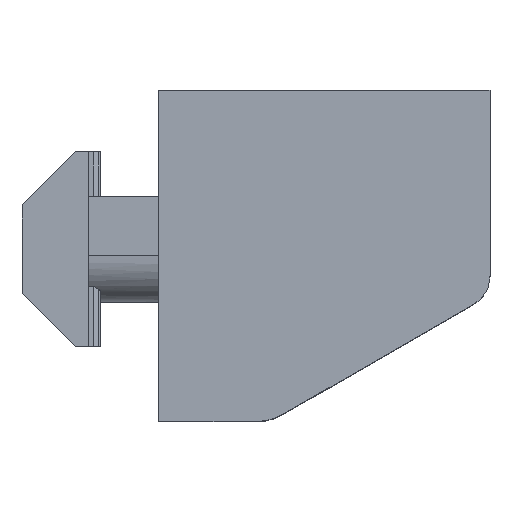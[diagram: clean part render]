
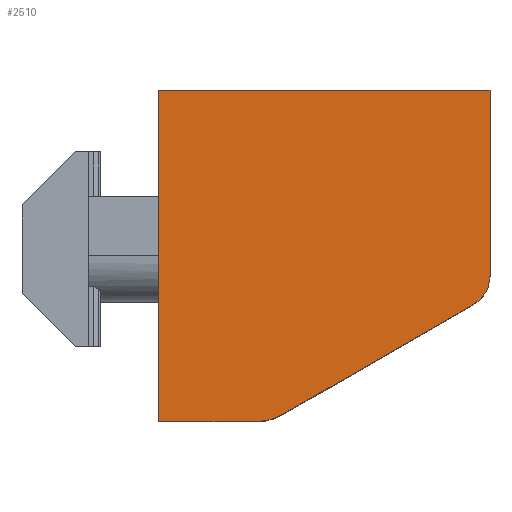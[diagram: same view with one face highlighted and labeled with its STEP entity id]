
A CAD part, top view. The second image highlights one B-rep face of the part: STEP entity #2510.
In plain terms, the highlighted planar face has unit normal (0, 0, 1).
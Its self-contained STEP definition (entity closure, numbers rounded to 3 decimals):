
#760 = PLANE('',#761);
#761 = AXIS2_PLACEMENT_3D('',#762,#763,#764);
#762 = CARTESIAN_POINT('',(0.,-25.,19.));
#763 = DIRECTION('',(0.,1.,0.));
#764 = DIRECTION('',(1.,0.,0.));
#815 = PLANE('',#816);
#816 = AXIS2_PLACEMENT_3D('',#817,#818,#819);
#817 = CARTESIAN_POINT('',(9.376,-24.464,19.));
#818 = DIRECTION('',(-0.5,0.866,0.));
#819 = DIRECTION('',(0.,0.,1.));
#1413 = PLANE('',#1414);
#1414 = AXIS2_PLACEMENT_3D('',#1415,#1416,#1417);
#1415 = CARTESIAN_POINT('',(0.,0.,19.));
#1416 = DIRECTION('',(1.,0.,-0.));
#1417 = DIRECTION('',(0.,1.,0.));
#1433 = VERTEX_POINT('',#1434);
#1434 = CARTESIAN_POINT('',(0.,-25.,19.));
#1455 = EDGE_CURVE('',#1456,#1433,#1458,.T.);
#1456 = VERTEX_POINT('',#1457);
#1457 = CARTESIAN_POINT('',(0.,0.,19.));
#1458 = SURFACE_CURVE('',#1459,(#1463,#1470),.PCURVE_S1.);
#1459 = LINE('',#1460,#1461);
#1460 = CARTESIAN_POINT('',(0.,0.,19.));
#1461 = VECTOR('',#1462,1.);
#1462 = DIRECTION('',(0.,-1.,0.));
#1463 = PCURVE('',#1413,#1464);
#1464 = DEFINITIONAL_REPRESENTATION('',(#1465),#1469);
#1465 = LINE('',#1466,#1467);
#1466 = CARTESIAN_POINT('',(0.,0.));
#1467 = VECTOR('',#1468,1.);
#1468 = DIRECTION('',(-1.,0.));
#1469 = ( GEOMETRIC_REPRESENTATION_CONTEXT(2) 
PARAMETRIC_REPRESENTATION_CONTEXT() REPRESENTATION_CONTEXT('2D SPACE',''
  ) );
#1470 = PCURVE('',#1471,#1476);
#1471 = PLANE('',#1472);
#1472 = AXIS2_PLACEMENT_3D('',#1473,#1474,#1475);
#1473 = CARTESIAN_POINT('',(7.376,-21.,19.));
#1474 = DIRECTION('',(0.,0.,1.));
#1475 = DIRECTION('',(1.,0.,-0.));
#1476 = DEFINITIONAL_REPRESENTATION('',(#1477),#1481);
#1477 = LINE('',#1478,#1479);
#1478 = CARTESIAN_POINT('',(-7.376,21.));
#1479 = VECTOR('',#1480,1.);
#1480 = DIRECTION('',(0.,-1.));
#1481 = ( GEOMETRIC_REPRESENTATION_CONTEXT(2) 
PARAMETRIC_REPRESENTATION_CONTEXT() REPRESENTATION_CONTEXT('2D SPACE',''
  ) );
#1497 = PLANE('',#1498);
#1498 = AXIS2_PLACEMENT_3D('',#1499,#1500,#1501);
#1499 = CARTESIAN_POINT('',(0.,0.,19.));
#1500 = DIRECTION('',(0.,-1.,0.));
#1501 = DIRECTION('',(0.,0.,-1.));
#1688 = VERTEX_POINT('',#1689);
#1689 = CARTESIAN_POINT('',(7.376,-25.,19.));
#1703 = CYLINDRICAL_SURFACE('',#1704,4.);
#1704 = AXIS2_PLACEMENT_3D('',#1705,#1706,#1707);
#1705 = CARTESIAN_POINT('',(7.376,-21.,19.));
#1706 = DIRECTION('',(0.,0.,1.));
#1707 = DIRECTION('',(-1.,0.,0.));
#1715 = EDGE_CURVE('',#1433,#1688,#1716,.T.);
#1716 = SURFACE_CURVE('',#1717,(#1721,#1728),.PCURVE_S1.);
#1717 = LINE('',#1718,#1719);
#1718 = CARTESIAN_POINT('',(0.,-25.,19.));
#1719 = VECTOR('',#1720,1.);
#1720 = DIRECTION('',(1.,0.,0.));
#1721 = PCURVE('',#760,#1722);
#1722 = DEFINITIONAL_REPRESENTATION('',(#1723),#1727);
#1723 = LINE('',#1724,#1725);
#1724 = CARTESIAN_POINT('',(0.,0.));
#1725 = VECTOR('',#1726,1.);
#1726 = DIRECTION('',(1.,0.));
#1727 = ( GEOMETRIC_REPRESENTATION_CONTEXT(2) 
PARAMETRIC_REPRESENTATION_CONTEXT() REPRESENTATION_CONTEXT('2D SPACE',''
  ) );
#1728 = PCURVE('',#1471,#1729);
#1729 = DEFINITIONAL_REPRESENTATION('',(#1730),#1734);
#1730 = LINE('',#1731,#1732);
#1731 = CARTESIAN_POINT('',(-7.376,-4.));
#1732 = VECTOR('',#1733,1.);
#1733 = DIRECTION('',(1.,0.));
#1734 = ( GEOMETRIC_REPRESENTATION_CONTEXT(2) 
PARAMETRIC_REPRESENTATION_CONTEXT() REPRESENTATION_CONTEXT('2D SPACE',''
  ) );
#1860 = VERTEX_POINT('',#1861);
#1861 = CARTESIAN_POINT('',(9.376,-24.464,19.));
#1882 = EDGE_CURVE('',#1688,#1860,#1883,.T.);
#1883 = SURFACE_CURVE('',#1884,(#1889,#1896),.PCURVE_S1.);
#1884 = CIRCLE('',#1885,4.);
#1885 = AXIS2_PLACEMENT_3D('',#1886,#1887,#1888);
#1886 = CARTESIAN_POINT('',(7.376,-21.,19.));
#1887 = DIRECTION('',(0.,0.,1.));
#1888 = DIRECTION('',(1.,0.,-0.));
#1889 = PCURVE('',#1703,#1890);
#1890 = DEFINITIONAL_REPRESENTATION('',(#1891),#1895);
#1891 = LINE('',#1892,#1893);
#1892 = CARTESIAN_POINT('',(-3.142,0.));
#1893 = VECTOR('',#1894,1.);
#1894 = DIRECTION('',(1.,0.));
#1895 = ( GEOMETRIC_REPRESENTATION_CONTEXT(2) 
PARAMETRIC_REPRESENTATION_CONTEXT() REPRESENTATION_CONTEXT('2D SPACE',''
  ) );
#1896 = PCURVE('',#1471,#1897);
#1897 = DEFINITIONAL_REPRESENTATION('',(#1898),#1902);
#1898 = CIRCLE('',#1899,4.);
#1899 = AXIS2_PLACEMENT_2D('',#1900,#1901);
#1900 = CARTESIAN_POINT('',(0.,0.));
#1901 = DIRECTION('',(1.,0.));
#1902 = ( GEOMETRIC_REPRESENTATION_CONTEXT(2) 
PARAMETRIC_REPRESENTATION_CONTEXT() REPRESENTATION_CONTEXT('2D SPACE',''
  ) );
#2007 = VERTEX_POINT('',#2008);
#2008 = CARTESIAN_POINT('',(23.75,-16.165,19.));
#2022 = CYLINDRICAL_SURFACE('',#2023,2.5);
#2023 = AXIS2_PLACEMENT_3D('',#2024,#2025,#2026);
#2024 = CARTESIAN_POINT('',(22.5,-14.,19.));
#2025 = DIRECTION('',(0.,0.,1.));
#2026 = DIRECTION('',(-1.,0.,0.));
#2034 = EDGE_CURVE('',#1860,#2007,#2035,.T.);
#2035 = SURFACE_CURVE('',#2036,(#2040,#2047),.PCURVE_S1.);
#2036 = LINE('',#2037,#2038);
#2037 = CARTESIAN_POINT('',(9.376,-24.464,19.));
#2038 = VECTOR('',#2039,1.);
#2039 = DIRECTION('',(0.866,0.5,0.));
#2040 = PCURVE('',#815,#2041);
#2041 = DEFINITIONAL_REPRESENTATION('',(#2042),#2046);
#2042 = LINE('',#2043,#2044);
#2043 = CARTESIAN_POINT('',(0.,0.));
#2044 = VECTOR('',#2045,1.);
#2045 = DIRECTION('',(0.,1.));
#2046 = ( GEOMETRIC_REPRESENTATION_CONTEXT(2) 
PARAMETRIC_REPRESENTATION_CONTEXT() REPRESENTATION_CONTEXT('2D SPACE',''
  ) );
#2047 = PCURVE('',#1471,#2048);
#2048 = DEFINITIONAL_REPRESENTATION('',(#2049),#2053);
#2049 = LINE('',#2050,#2051);
#2050 = CARTESIAN_POINT('',(2.,-3.464));
#2051 = VECTOR('',#2052,1.);
#2052 = DIRECTION('',(0.866,0.5));
#2053 = ( GEOMETRIC_REPRESENTATION_CONTEXT(2) 
PARAMETRIC_REPRESENTATION_CONTEXT() REPRESENTATION_CONTEXT('2D SPACE',''
  ) );
#2105 = VERTEX_POINT('',#2106);
#2106 = CARTESIAN_POINT('',(25.,-14.,19.));
#2120 = PLANE('',#2121);
#2121 = AXIS2_PLACEMENT_3D('',#2122,#2123,#2124);
#2122 = CARTESIAN_POINT('',(25.,0.,19.));
#2123 = DIRECTION('',(-1.,0.,0.));
#2124 = DIRECTION('',(0.,0.,1.));
#2132 = EDGE_CURVE('',#2007,#2105,#2133,.T.);
#2133 = SURFACE_CURVE('',#2134,(#2139,#2146),.PCURVE_S1.);
#2134 = CIRCLE('',#2135,2.5);
#2135 = AXIS2_PLACEMENT_3D('',#2136,#2137,#2138);
#2136 = CARTESIAN_POINT('',(22.5,-14.,19.));
#2137 = DIRECTION('',(0.,0.,1.));
#2138 = DIRECTION('',(1.,0.,-0.));
#2139 = PCURVE('',#2022,#2140);
#2140 = DEFINITIONAL_REPRESENTATION('',(#2141),#2145);
#2141 = LINE('',#2142,#2143);
#2142 = CARTESIAN_POINT('',(-3.142,0.));
#2143 = VECTOR('',#2144,1.);
#2144 = DIRECTION('',(1.,0.));
#2145 = ( GEOMETRIC_REPRESENTATION_CONTEXT(2) 
PARAMETRIC_REPRESENTATION_CONTEXT() REPRESENTATION_CONTEXT('2D SPACE',''
  ) );
#2146 = PCURVE('',#1471,#2147);
#2147 = DEFINITIONAL_REPRESENTATION('',(#2148),#2152);
#2148 = CIRCLE('',#2149,2.5);
#2149 = AXIS2_PLACEMENT_2D('',#2150,#2151);
#2150 = CARTESIAN_POINT('',(15.124,7.));
#2151 = DIRECTION('',(1.,0.));
#2152 = ( GEOMETRIC_REPRESENTATION_CONTEXT(2) 
PARAMETRIC_REPRESENTATION_CONTEXT() REPRESENTATION_CONTEXT('2D SPACE',''
  ) );
#2182 = VERTEX_POINT('',#2183);
#2183 = CARTESIAN_POINT('',(25.,0.,19.));
#2204 = EDGE_CURVE('',#2105,#2182,#2205,.T.);
#2205 = SURFACE_CURVE('',#2206,(#2210,#2217),.PCURVE_S1.);
#2206 = LINE('',#2207,#2208);
#2207 = CARTESIAN_POINT('',(25.,0.,19.));
#2208 = VECTOR('',#2209,1.);
#2209 = DIRECTION('',(-0.,1.,-0.));
#2210 = PCURVE('',#2120,#2211);
#2211 = DEFINITIONAL_REPRESENTATION('',(#2212),#2216);
#2212 = LINE('',#2213,#2214);
#2213 = CARTESIAN_POINT('',(0.,0.));
#2214 = VECTOR('',#2215,1.);
#2215 = DIRECTION('',(0.,1.));
#2216 = ( GEOMETRIC_REPRESENTATION_CONTEXT(2) 
PARAMETRIC_REPRESENTATION_CONTEXT() REPRESENTATION_CONTEXT('2D SPACE',''
  ) );
#2217 = PCURVE('',#1471,#2218);
#2218 = DEFINITIONAL_REPRESENTATION('',(#2219),#2223);
#2219 = LINE('',#2220,#2221);
#2220 = CARTESIAN_POINT('',(17.624,21.));
#2221 = VECTOR('',#2222,1.);
#2222 = DIRECTION('',(0.,1.));
#2223 = ( GEOMETRIC_REPRESENTATION_CONTEXT(2) 
PARAMETRIC_REPRESENTATION_CONTEXT() REPRESENTATION_CONTEXT('2D SPACE',''
  ) );
#2365 = EDGE_CURVE('',#2182,#1456,#2366,.T.);
#2366 = SURFACE_CURVE('',#2367,(#2371,#2378),.PCURVE_S1.);
#2367 = LINE('',#2368,#2369);
#2368 = CARTESIAN_POINT('',(0.,0.,19.));
#2369 = VECTOR('',#2370,1.);
#2370 = DIRECTION('',(-1.,-0.,-0.));
#2371 = PCURVE('',#1497,#2372);
#2372 = DEFINITIONAL_REPRESENTATION('',(#2373),#2377);
#2373 = LINE('',#2374,#2375);
#2374 = CARTESIAN_POINT('',(0.,0.));
#2375 = VECTOR('',#2376,1.);
#2376 = DIRECTION('',(0.,-1.));
#2377 = ( GEOMETRIC_REPRESENTATION_CONTEXT(2) 
PARAMETRIC_REPRESENTATION_CONTEXT() REPRESENTATION_CONTEXT('2D SPACE',''
  ) );
#2378 = PCURVE('',#1471,#2379);
#2379 = DEFINITIONAL_REPRESENTATION('',(#2380),#2384);
#2380 = LINE('',#2381,#2382);
#2381 = CARTESIAN_POINT('',(-7.376,21.));
#2382 = VECTOR('',#2383,1.);
#2383 = DIRECTION('',(-1.,0.));
#2384 = ( GEOMETRIC_REPRESENTATION_CONTEXT(2) 
PARAMETRIC_REPRESENTATION_CONTEXT() REPRESENTATION_CONTEXT('2D SPACE',''
  ) );
#2510 = ADVANCED_FACE('',(#2511),#1471,.T.);
#2511 = FACE_BOUND('',#2512,.T.);
#2512 = EDGE_LOOP('',(#2513,#2514,#2515,#2516,#2517,#2518,#2519));
#2513 = ORIENTED_EDGE('',*,*,#1455,.T.);
#2514 = ORIENTED_EDGE('',*,*,#1715,.T.);
#2515 = ORIENTED_EDGE('',*,*,#1882,.T.);
#2516 = ORIENTED_EDGE('',*,*,#2034,.T.);
#2517 = ORIENTED_EDGE('',*,*,#2132,.T.);
#2518 = ORIENTED_EDGE('',*,*,#2204,.T.);
#2519 = ORIENTED_EDGE('',*,*,#2365,.T.);
